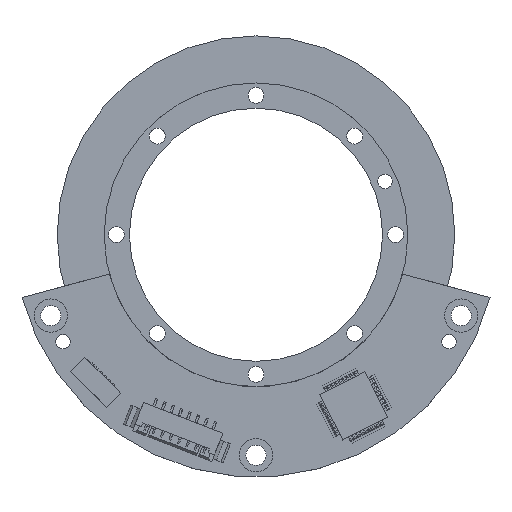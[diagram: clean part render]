
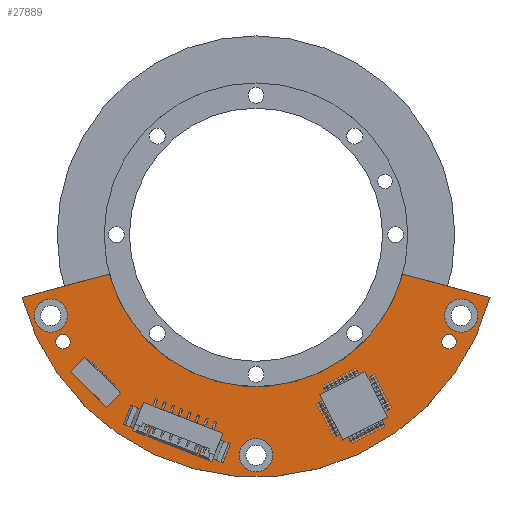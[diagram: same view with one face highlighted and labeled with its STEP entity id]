
A CAD part, top view. The second image highlights one B-rep face of the part: STEP entity #27889.
In plain terms, the highlighted planar face has unit normal (0, 0, 1).
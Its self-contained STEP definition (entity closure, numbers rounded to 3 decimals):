
#496 = FACE_BOUND ( 'NONE', #36256, .T. ) ;
#1062 = FACE_BOUND ( 'NONE', #34360, .T. ) ;
#1221 = CIRCLE ( 'NONE', #28079, 2.3 ) ;
#1289 = DIRECTION ( 'NONE',  ( -1., 0., 0. ) ) ;
#1787 = DIRECTION ( 'NONE',  ( -1., 0., 0. ) ) ;
#1821 = CARTESIAN_POINT ( 'NONE',  ( 26.676, -14.787, 5.4 ) ) ;
#1912 = EDGE_CURVE ( 'NONE', #44954, #34004, #3540, .T. ) ;
#2021 = ORIENTED_EDGE ( 'NONE', *, *, #6967, .F. ) ;
#2116 = DIRECTION ( 'NONE',  ( -1., 0., 0. ) ) ;
#2117 = AXIS2_PLACEMENT_3D ( 'NONE', #11445, #22800, #22343 ) ;
#2171 = CARTESIAN_POINT ( 'NONE',  ( 28.378, -11.178, 5.4 ) ) ;
#2520 = EDGE_CURVE ( 'NONE', #35170, #34065, #17848, .T. ) ;
#3540 = CIRCLE ( 'NONE', #24231, 1. ) ;
#4234 = EDGE_CURVE ( 'NONE', #15588, #38076, #19459, .T. ) ;
#4242 = CARTESIAN_POINT ( 'NONE',  ( -32.359, -8.67, 5.4 ) ) ;
#5835 = DIRECTION ( 'NONE',  ( 0., 0., 1. ) ) ;
#5911 = AXIS2_PLACEMENT_3D ( 'NONE', #16095, #26779, #23344 ) ;
#5983 = CIRCLE ( 'NONE', #5911, 1. ) ;
#6132 = ORIENTED_EDGE ( 'NONE', *, *, #1912, .F. ) ;
#6340 = ORIENTED_EDGE ( 'NONE', *, *, #31810, .F. ) ;
#6948 = DIRECTION ( 'NONE',  ( -1., 0., 0. ) ) ;
#6967 = EDGE_CURVE ( 'NONE', #18187, #16552, #5983, .T. ) ;
#7662 = DIRECTION ( 'NONE',  ( 0., 0., 1. ) ) ;
#7822 = DIRECTION ( 'NONE',  ( -1., 0., 0. ) ) ;
#7833 = CARTESIAN_POINT ( 'NONE',  ( -26.078, -11.178, 5.4 ) ) ;
#7847 = DIRECTION ( 'NONE',  ( 1., 0., 0. ) ) ;
#9166 = CARTESIAN_POINT ( 'NONE',  ( 2.3, -30.5, 5.4 ) ) ;
#9833 = CIRCLE ( 'NONE', #16915, 2.3 ) ;
#10266 = VERTEX_POINT ( 'NONE', #7833 ) ;
#10727 = DIRECTION ( 'NONE',  ( 0., 0., 1. ) ) ;
#11445 = CARTESIAN_POINT ( 'NONE',  ( 0., 0., 5.4 ) ) ;
#11646 = FACE_BOUND ( 'NONE', #35638, .T. ) ;
#11813 = ORIENTED_EDGE ( 'NONE', *, *, #4234, .F. ) ;
#11842 = VERTEX_POINT ( 'NONE', #21196 ) ;
#11859 = ORIENTED_EDGE ( 'NONE', *, *, #16108, .F. ) ;
#11878 = LINE ( 'NONE', #38621, #23014 ) ;
#11940 = CARTESIAN_POINT ( 'NONE',  ( 0., -30.5, 5.4 ) ) ;
#12569 = EDGE_CURVE ( 'NONE', #38076, #15588, #1221, .T. ) ;
#12588 = CIRCLE ( 'NONE', #38182, 2.3 ) ;
#12778 = FACE_BOUND ( 'NONE', #40701, .T. ) ;
#13137 = DIRECTION ( 'NONE',  ( 0.966, -0.259, 0. ) ) ;
#13708 = AXIS2_PLACEMENT_3D ( 'NONE', #26195, #36541, #44239 ) ;
#13736 = DIRECTION ( 'NONE',  ( 0., 0., 1. ) ) ;
#15011 = EDGE_LOOP ( 'NONE', ( #2021, #11859 ) ) ;
#15048 = PLANE ( 'NONE',  #13708 ) ;
#15207 = EDGE_LOOP ( 'NONE', ( #41321, #28435, #18678, #31403 ) ) ;
#15588 = VERTEX_POINT ( 'NONE', #9166 ) ;
#16095 = CARTESIAN_POINT ( 'NONE',  ( 26.676, -14.787, 5.4 ) ) ;
#16108 = EDGE_CURVE ( 'NONE', #16552, #18187, #35063, .T. ) ;
#16552 = VERTEX_POINT ( 'NONE', #24095 ) ;
#16915 = AXIS2_PLACEMENT_3D ( 'NONE', #2171, #34814, #38297 ) ;
#17528 = VERTEX_POINT ( 'NONE', #30893 ) ;
#17536 = CIRCLE ( 'NONE', #31978, 33.5 ) ;
#17848 = LINE ( 'NONE', #25316, #27429 ) ;
#18187 = VERTEX_POINT ( 'NONE', #28002 ) ;
#18596 = AXIS2_PLACEMENT_3D ( 'NONE', #29115, #32883, #39787 ) ;
#18678 = ORIENTED_EDGE ( 'NONE', *, *, #32118, .F. ) ;
#18733 = CARTESIAN_POINT ( 'NONE',  ( 26.078, -11.178, 5.4 ) ) ;
#19459 = CIRCLE ( 'NONE', #18596, 2.3 ) ;
#20666 = AXIS2_PLACEMENT_3D ( 'NONE', #1821, #5835, #2116 ) ;
#20899 = AXIS2_PLACEMENT_3D ( 'NONE', #27857, #35360, #46036 ) ;
#21196 = CARTESIAN_POINT ( 'NONE',  ( 32.359, -8.67, 5.4 ) ) ;
#21840 = CIRCLE ( 'NONE', #2117, 21. ) ;
#22343 = DIRECTION ( 'NONE',  ( 1., 0., 0. ) ) ;
#22800 = DIRECTION ( 'NONE',  ( 0., 0., 1. ) ) ;
#23014 = VECTOR ( 'NONE', #13137, 1000. ) ;
#23146 = DIRECTION ( 'NONE',  ( 0., 0., 1. ) ) ;
#23344 = DIRECTION ( 'NONE',  ( -1., 0., 0. ) ) ;
#24095 = CARTESIAN_POINT ( 'NONE',  ( 27.676, -14.787, 5.4 ) ) ;
#24231 = AXIS2_PLACEMENT_3D ( 'NONE', #34257, #23146, #1787 ) ;
#24930 = CARTESIAN_POINT ( 'NONE',  ( -2.3, -30.5, 5.4 ) ) ;
#24934 = CARTESIAN_POINT ( 'NONE',  ( -28.378, -11.178, 5.4 ) ) ;
#25064 = CARTESIAN_POINT ( 'NONE',  ( 0., 0., 5.4 ) ) ;
#25091 = CARTESIAN_POINT ( 'NONE',  ( -20.284, -5.435, 5.4 ) ) ;
#25316 = CARTESIAN_POINT ( 'NONE',  ( -32.359, -8.67, 5.4 ) ) ;
#25511 = ORIENTED_EDGE ( 'NONE', *, *, #26162, .F. ) ;
#25788 = EDGE_CURVE ( 'NONE', #17528, #10266, #40112, .T. ) ;
#25955 = ORIENTED_EDGE ( 'NONE', *, *, #25788, .F. ) ;
#26162 = EDGE_CURVE ( 'NONE', #10266, #17528, #12588, .T. ) ;
#26195 = CARTESIAN_POINT ( 'NONE',  ( 0., 0., 5.4 ) ) ;
#26779 = DIRECTION ( 'NONE',  ( 0., 0., 1. ) ) ;
#27429 = VECTOR ( 'NONE', #43356, 1000. ) ;
#27857 = CARTESIAN_POINT ( 'NONE',  ( -26.676, -14.787, 5.4 ) ) ;
#27889 = ADVANCED_FACE ( 'NONE', ( #496, #11646, #34014, #12778, #1062, #31805 ), #15048, .F. ) ;
#28002 = CARTESIAN_POINT ( 'NONE',  ( 25.676, -14.787, 5.4 ) ) ;
#28079 = AXIS2_PLACEMENT_3D ( 'NONE', #11940, #7662, #7822 ) ;
#28396 = DIRECTION ( 'NONE',  ( -1., 0., 0. ) ) ;
#28435 = ORIENTED_EDGE ( 'NONE', *, *, #2520, .F. ) ;
#28665 = VERTEX_POINT ( 'NONE', #36158 ) ;
#29115 = CARTESIAN_POINT ( 'NONE',  ( 0., -30.5, 5.4 ) ) ;
#29683 = CARTESIAN_POINT ( 'NONE',  ( -28.378, -11.178, 5.4 ) ) ;
#30893 = CARTESIAN_POINT ( 'NONE',  ( -30.678, -11.178, 5.4 ) ) ;
#31403 = ORIENTED_EDGE ( 'NONE', *, *, #42741, .F. ) ;
#31805 = FACE_OUTER_BOUND ( 'NONE', #15207, .T. ) ;
#31810 = EDGE_CURVE ( 'NONE', #28665, #39304, #9833, .T. ) ;
#31978 = AXIS2_PLACEMENT_3D ( 'NONE', #25064, #43264, #7847 ) ;
#32118 = EDGE_CURVE ( 'NONE', #11842, #35170, #17536, .T. ) ;
#32387 = CARTESIAN_POINT ( 'NONE',  ( -25.676, -14.787, 5.4 ) ) ;
#32831 = DIRECTION ( 'NONE',  ( 0., 0., 1. ) ) ;
#32883 = DIRECTION ( 'NONE',  ( 0., 0., 1. ) ) ;
#34004 = VERTEX_POINT ( 'NONE', #45995 ) ;
#34014 = FACE_BOUND ( 'NONE', #15011, .T. ) ;
#34065 = VERTEX_POINT ( 'NONE', #25091 ) ;
#34257 = CARTESIAN_POINT ( 'NONE',  ( -26.676, -14.787, 5.4 ) ) ;
#34264 = CIRCLE ( 'NONE', #44626, 2.3 ) ;
#34360 = EDGE_LOOP ( 'NONE', ( #41708, #11813 ) ) ;
#34814 = DIRECTION ( 'NONE',  ( 0., 0., 1. ) ) ;
#35063 = CIRCLE ( 'NONE', #20666, 1. ) ;
#35137 = AXIS2_PLACEMENT_3D ( 'NONE', #29683, #32831, #1289 ) ;
#35170 = VERTEX_POINT ( 'NONE', #4242 ) ;
#35330 = CARTESIAN_POINT ( 'NONE',  ( 20.284, -5.435, 5.4 ) ) ;
#35360 = DIRECTION ( 'NONE',  ( 0., 0., 1. ) ) ;
#35638 = EDGE_LOOP ( 'NONE', ( #25955, #25511 ) ) ;
#36158 = CARTESIAN_POINT ( 'NONE',  ( 30.678, -11.178, 5.4 ) ) ;
#36256 = EDGE_LOOP ( 'NONE', ( #43883, #6340 ) ) ;
#36541 = DIRECTION ( 'NONE',  ( 0., 0., -1. ) ) ;
#38076 = VERTEX_POINT ( 'NONE', #24930 ) ;
#38182 = AXIS2_PLACEMENT_3D ( 'NONE', #24934, #13736, #28396 ) ;
#38297 = DIRECTION ( 'NONE',  ( -1., 0., 0. ) ) ;
#38621 = CARTESIAN_POINT ( 'NONE',  ( 20.284, -5.435, 5.4 ) ) ;
#39304 = VERTEX_POINT ( 'NONE', #18733 ) ;
#39520 = VERTEX_POINT ( 'NONE', #35330 ) ;
#39787 = DIRECTION ( 'NONE',  ( -1., 0., 0. ) ) ;
#40112 = CIRCLE ( 'NONE', #35137, 2.3 ) ;
#40701 = EDGE_LOOP ( 'NONE', ( #45342, #6132 ) ) ;
#41101 = CIRCLE ( 'NONE', #20899, 1. ) ;
#41321 = ORIENTED_EDGE ( 'NONE', *, *, #43201, .F. ) ;
#41708 = ORIENTED_EDGE ( 'NONE', *, *, #12569, .F. ) ;
#42288 = EDGE_CURVE ( 'NONE', #34004, #44954, #41101, .T. ) ;
#42741 = EDGE_CURVE ( 'NONE', #39520, #11842, #11878, .T. ) ;
#43201 = EDGE_CURVE ( 'NONE', #34065, #39520, #21840, .T. ) ;
#43264 = DIRECTION ( 'NONE',  ( 0., 0., -1. ) ) ;
#43356 = DIRECTION ( 'NONE',  ( 0.966, 0.259, 0. ) ) ;
#43883 = ORIENTED_EDGE ( 'NONE', *, *, #45827, .F. ) ;
#44239 = DIRECTION ( 'NONE',  ( 0., -1., 0. ) ) ;
#44626 = AXIS2_PLACEMENT_3D ( 'NONE', #46403, #10727, #6948 ) ;
#44954 = VERTEX_POINT ( 'NONE', #32387 ) ;
#45342 = ORIENTED_EDGE ( 'NONE', *, *, #42288, .F. ) ;
#45827 = EDGE_CURVE ( 'NONE', #39304, #28665, #34264, .T. ) ;
#45995 = CARTESIAN_POINT ( 'NONE',  ( -27.676, -14.787, 5.4 ) ) ;
#46036 = DIRECTION ( 'NONE',  ( -1., 0., 0. ) ) ;
#46403 = CARTESIAN_POINT ( 'NONE',  ( 28.378, -11.178, 5.4 ) ) ;
